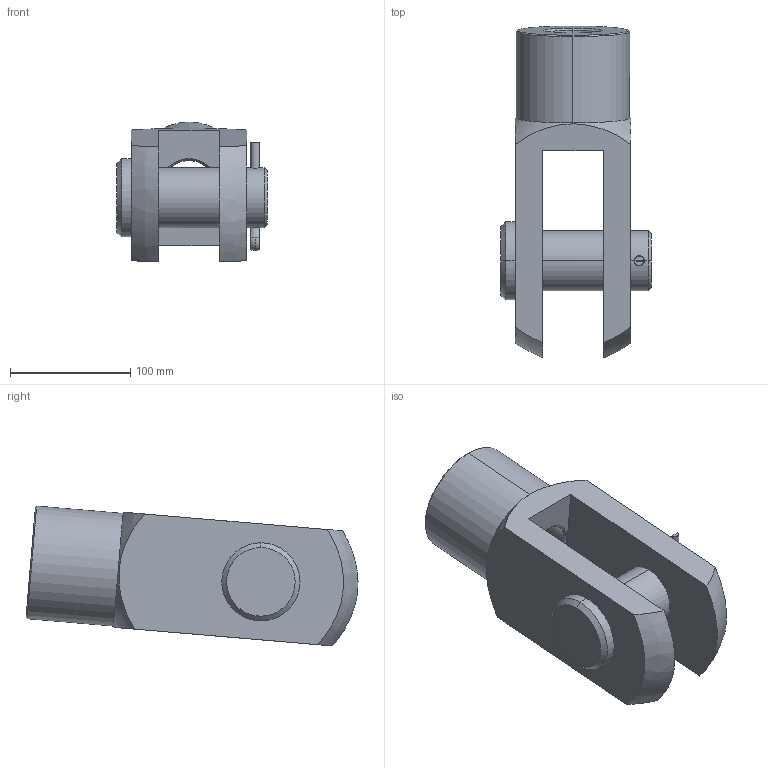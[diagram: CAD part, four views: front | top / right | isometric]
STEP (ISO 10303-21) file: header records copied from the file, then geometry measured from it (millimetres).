
FILE_DESCRIPTION (( 'STEP AP214' ), '1' );
FILE_NAME ('RD0013991_SP.STEP', '2018-09-18T07:32:18', ( '' ), ( '' ), 'SwSTEP 2.0', 'SolidWorks 2018', '' );
FILE_SCHEMA (( 'AUTOMOTIVE_DESIGN' ));
Length unit declared in the file: millimetre
Products named in the file (1): RD0013991_SP
Bounding box: 125 x 275.89 x 116.27 mm (x, y, z)
Volume: 1453292.6 mm3; surface area: 165530.2 mm2
Topology: 3 solids, 3 shells, 54 faces, 134 edges, 85 vertices
Faces by surface type: plane 19, cylinder 17, cone 12, bspline 4, sphere 2
Entity records: 3312 total; most frequent: CARTESIAN_POINT 1386, ORIENTED_EDGE 268, DIRECTION 262, EDGE_CURVE 134, AXIS2_PLACEMENT_3D 101, VERTEX_POINT 85, EDGE_LOOP 61, LINE 60
